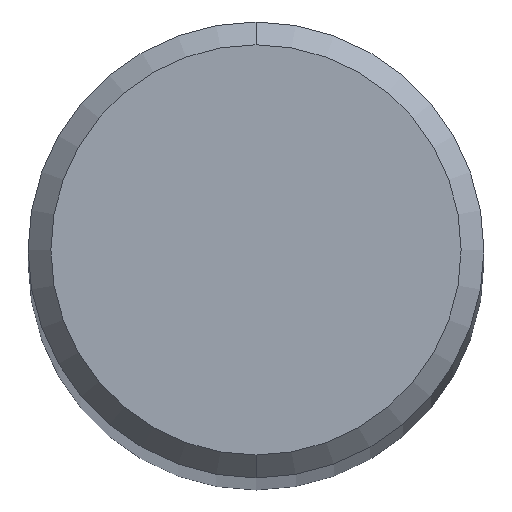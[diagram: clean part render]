
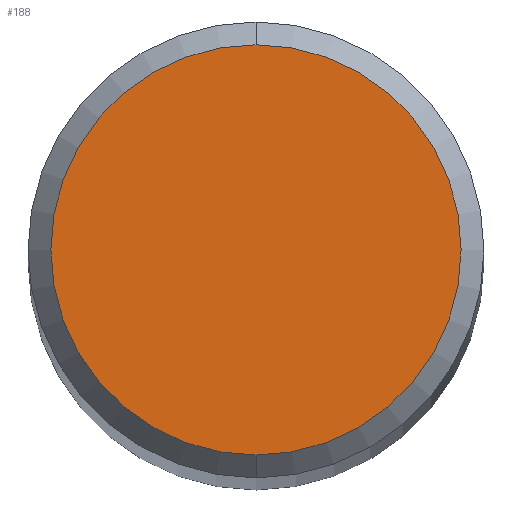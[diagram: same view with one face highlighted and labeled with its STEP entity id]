
A CAD part, top view. The second image highlights one B-rep face of the part: STEP entity #188.
In plain terms, the highlighted planar face has unit normal (0, 0, 1).
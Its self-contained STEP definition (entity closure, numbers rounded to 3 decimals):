
#150=VERTEX_POINT('',#360);
#178=VERTEX_POINT('',#390);
#188=ADVANCED_FACE('',(#400),#401,.T.);
#210=EDGE_CURVE('',#150,#178,#429,.T.);
#292=EDGE_CURVE('',#178,#150,#518,.T.);
#360=CARTESIAN_POINT('',(0.0,0.9,29.53));
#390=CARTESIAN_POINT('',(0.,-0.9,29.53));
#400=FACE_OUTER_BOUND('',#638,.T.);
#401=PLANE('',#639);
#429=CIRCLE('',#673,0.9);
#518=CIRCLE('',#798,0.9);
#638=EDGE_LOOP('',(#916,#917));
#639=AXIS2_PLACEMENT_3D('',#918,#919,#920);
#673=AXIS2_PLACEMENT_3D('',#966,#967,#968);
#798=AXIS2_PLACEMENT_3D('',#1064,#1065,#1066);
#916=ORIENTED_EDGE('',*,*,#210,.F.);
#917=ORIENTED_EDGE('',*,*,#292,.F.);
#918=CARTESIAN_POINT('',(0.0,0.45,29.53));
#919=DIRECTION('',(-0.0,0.0,1.0));
#920=DIRECTION('',(0.0,-1.0,0.0));
#966=CARTESIAN_POINT('',(0.0,0.0,29.53));
#967=DIRECTION('',(0.0,0.0,-1.0));
#968=DIRECTION('',(0.0,1.0,0.0));
#1064=CARTESIAN_POINT('',(0.0,0.0,29.53));
#1065=DIRECTION('',(0.0,0.0,-1.0));
#1066=DIRECTION('',(0.0,1.0,0.0));
